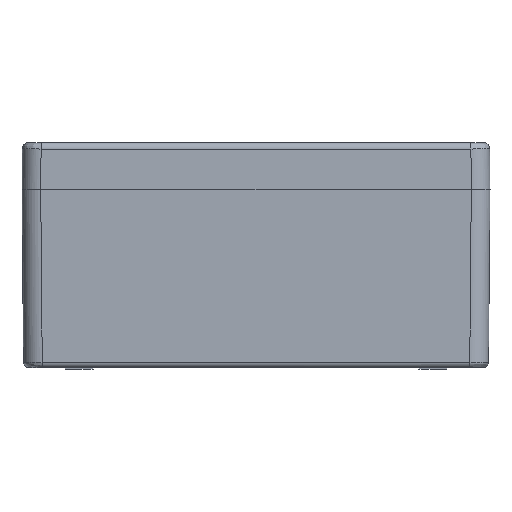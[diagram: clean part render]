
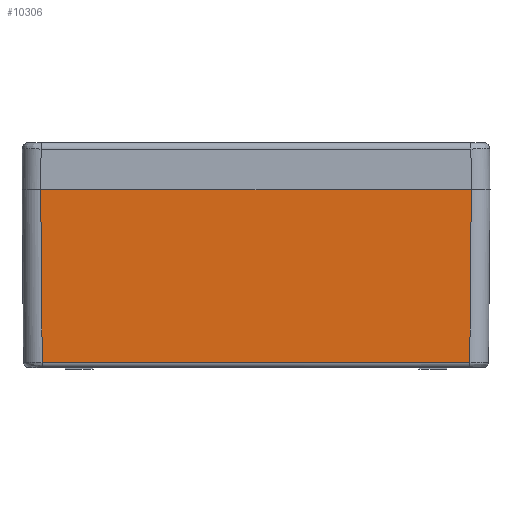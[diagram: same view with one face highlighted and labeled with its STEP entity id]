
A CAD part, left-side view. The second image highlights one B-rep face of the part: STEP entity #10306.
In plain terms, the highlighted planar face has unit normal (-1, 0, -0.009).
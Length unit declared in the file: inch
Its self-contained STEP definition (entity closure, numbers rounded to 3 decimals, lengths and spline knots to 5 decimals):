
#1025 = CARTESIAN_POINT ( 'NONE',  ( -5.01969, -4.52757, 0. ) ) ;
#3004 = DIRECTION ( 'NONE',  ( -1., 0., -0.009 ) ) ;
#3368 = DIRECTION ( 'NONE',  ( 0., 1., 0. ) ) ;
#3475 = DIRECTION ( 'NONE',  ( 0.009, 0.009, -1. ) ) ;
#3923 = VERTEX_POINT ( 'NONE', #14524 ) ;
#4103 = ORIENTED_EDGE ( 'NONE', *, *, #12457, .F. ) ;
#4233 = VECTOR ( 'NONE', #3475, 39.37008 ) ;
#4431 = EDGE_CURVE ( 'NONE', #14243, #3923, #5499, .T. ) ;
#4781 = VECTOR ( 'NONE', #11359, 39.37008 ) ;
#4837 = LINE ( 'NONE', #9431, #6676 ) ;
#5499 = LINE ( 'NONE', #10086, #14265 ) ;
#5571 = AXIS2_PLACEMENT_3D ( 'NONE', #12131, #3004, #14584 ) ;
#5714 = CARTESIAN_POINT ( 'NONE',  ( -4.98807, 4.49596, -3.62308 ) ) ;
#5797 = EDGE_LOOP ( 'NONE', ( #7430, #6280, #4103, #9519 ) ) ;
#6280 = ORIENTED_EDGE ( 'NONE', *, *, #13954, .F. ) ;
#6532 = VERTEX_POINT ( 'NONE', #5714 ) ;
#6676 = VECTOR ( 'NONE', #14057, 39.37008 ) ;
#6762 = CARTESIAN_POINT ( 'NONE',  ( -5.01933, 4.52722, -0.04036 ) ) ;
#7430 = ORIENTED_EDGE ( 'NONE', *, *, #7920, .F. ) ;
#7888 = LINE ( 'NONE', #6762, #4781 ) ;
#7920 = EDGE_CURVE ( 'NONE', #6532, #3923, #7888, .T. ) ;
#9039 = VERTEX_POINT ( 'NONE', #13508 ) ;
#9431 = CARTESIAN_POINT ( 'NONE',  ( -4.98807, 2.46063, -3.62308 ) ) ;
#9519 = ORIENTED_EDGE ( 'NONE', *, *, #4431, .T. ) ;
#10086 = CARTESIAN_POINT ( 'NONE',  ( -5.01969, 4.92126, 0. ) ) ;
#10306 = ADVANCED_FACE ( 'NONE', ( #11083 ), #12360, .T. ) ;
#11083 = FACE_OUTER_BOUND ( 'NONE', #5797, .T. ) ;
#11359 = DIRECTION ( 'NONE',  ( -0.009, 0.009, 1. ) ) ;
#12131 = CARTESIAN_POINT ( 'NONE',  ( -5.01969, 4.92126, 0. ) ) ;
#12360 = PLANE ( 'NONE',  #5571 ) ;
#12457 = EDGE_CURVE ( 'NONE', #14243, #9039, #13992, .T. ) ;
#12983 = CARTESIAN_POINT ( 'NONE',  ( -5.01934, -4.52723, -0.03951 ) ) ;
#13508 = CARTESIAN_POINT ( 'NONE',  ( -4.98807, -4.49596, -3.62308 ) ) ;
#13954 = EDGE_CURVE ( 'NONE', #9039, #6532, #4837, .T. ) ;
#13992 = LINE ( 'NONE', #12983, #4233 ) ;
#14057 = DIRECTION ( 'NONE',  ( 0., 1., 0. ) ) ;
#14243 = VERTEX_POINT ( 'NONE', #1025 ) ;
#14265 = VECTOR ( 'NONE', #3368, 39.37008 ) ;
#14524 = CARTESIAN_POINT ( 'NONE',  ( -5.01969, 4.52757, 0. ) ) ;
#14584 = DIRECTION ( 'NONE',  ( -0.009, 0., 1. ) ) ;
